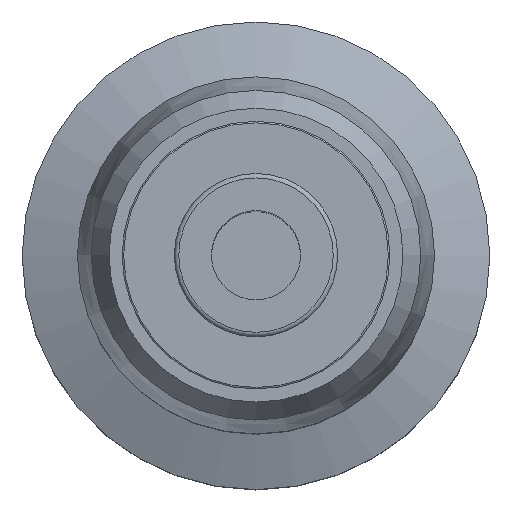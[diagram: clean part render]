
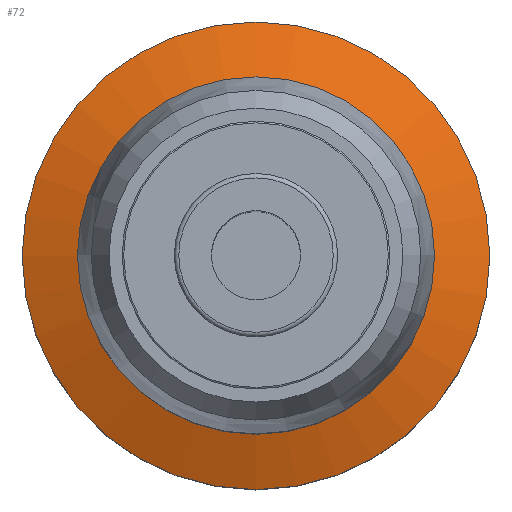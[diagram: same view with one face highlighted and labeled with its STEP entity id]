
A CAD part, top view. The second image highlights one B-rep face of the part: STEP entity #72.
In plain terms, the highlighted conical face has half-angle 70 degrees and reference radius 12.551 mm.
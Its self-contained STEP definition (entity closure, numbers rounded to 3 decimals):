
#55=CONICAL_SURFACE('',#288,12.551,70.);
#72=ADVANCED_FACE('',(#114,#115),#55,.T.);
#114=FACE_BOUND('',#151,.T.);
#115=FACE_BOUND('',#152,.T.);
#151=EDGE_LOOP('',(#189));
#152=EDGE_LOOP('',(#190));
#189=ORIENTED_EDGE('',*,*,#231,.T.);
#190=ORIENTED_EDGE('',*,*,#232,.F.);
#212=VERTEX_POINT('',#422);
#213=VERTEX_POINT('',#425);
#231=EDGE_CURVE('',#212,#212,#250,.T.);
#232=EDGE_CURVE('',#213,#213,#251,.T.);
#250=CIRCLE('',#285,15.75);
#251=CIRCLE('',#287,12.025);
#285=AXIS2_PLACEMENT_3D('',#421,#357,#358);
#287=AXIS2_PLACEMENT_3D('',#424,#361,#362);
#288=AXIS2_PLACEMENT_3D('',#426,#363,#364);
#357=DIRECTION('',(0.,0.,1.));
#358=DIRECTION('',(-1.,0.,0.));
#361=DIRECTION('',(0.,0.,1.));
#362=DIRECTION('',(-1.,0.,0.));
#363=DIRECTION('',(0.,0.,-1.));
#364=DIRECTION('',(-1.,0.,0.));
#421=CARTESIAN_POINT('',(0.,0.,12.584));
#422=CARTESIAN_POINT('',(-15.75,0.,12.584));
#424=CARTESIAN_POINT('',(0.,0.,13.94));
#425=CARTESIAN_POINT('',(-12.025,0.,13.94));
#426=CARTESIAN_POINT('',(0.,0.,13.748));
